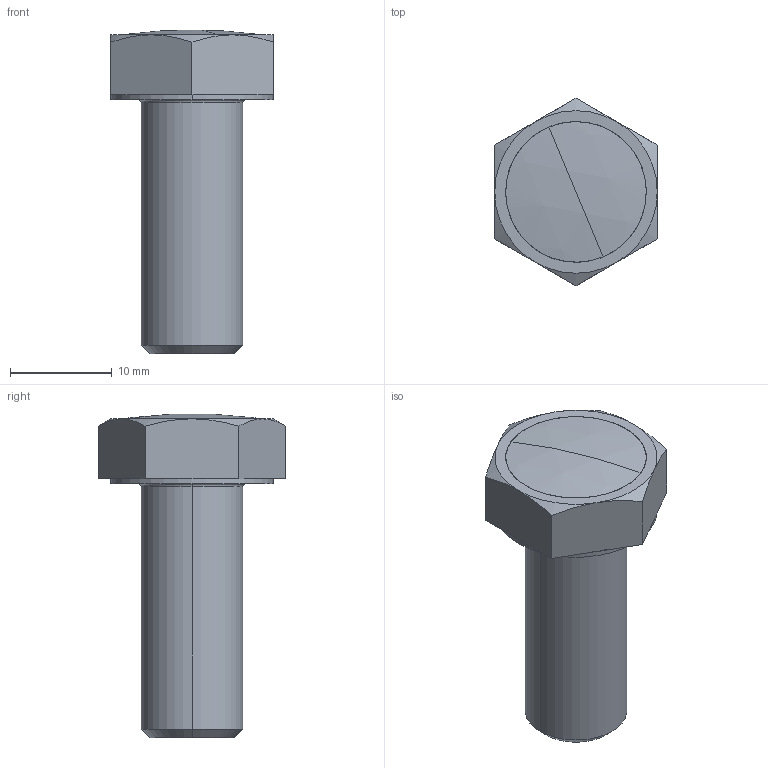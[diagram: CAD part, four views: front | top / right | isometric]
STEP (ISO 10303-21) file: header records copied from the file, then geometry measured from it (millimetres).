
FILE_DESCRIPTION (( 'STEP AP214' ), '1' );
FILE_NAME ('Z-RF-P16.step', '2015-11-24T10:08:56', ( 'dummy' ), ( 'Microsoft' ), 'SwSTEP 2.0', 'SolidWorks 2014', '' );
FILE_SCHEMA (( 'AUTOMOTIVE_DESIGN' ));
Length unit declared in the file: millimetre
Products named in the file (1): Z-RF-P16
Bounding box: 16 x 18.48 x 31.84 mm (x, y, z)
Surface area: 1717.2 mm2 (no closed solid volume)
Topology: 0 solids, 2 shells, 33 faces, 71 edges, 42 vertices
Faces by surface type: plane 15, cone 8, cylinder 6, torus 2, sphere 2
Entity records: 1317 total; most frequent: CARTESIAN_POINT 215, DIRECTION 160, ORIENTED_EDGE 138, EDGE_CURVE 71, AXIS2_PLACEMENT_3D 67, VERTEX_POINT 42, UNCERTAINTY_MEASURE_WITH_UNIT 35, EDGE_LOOP 35
